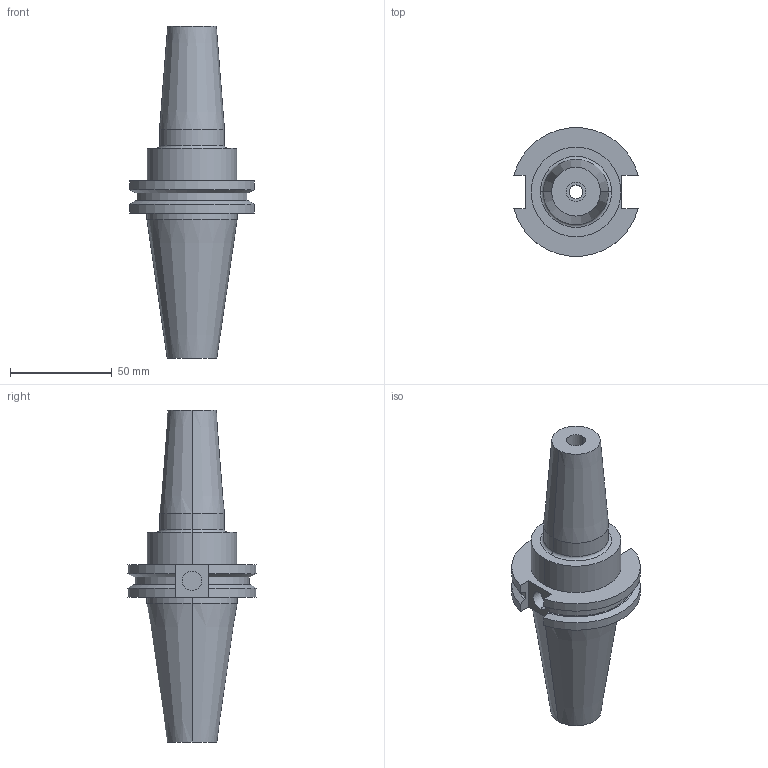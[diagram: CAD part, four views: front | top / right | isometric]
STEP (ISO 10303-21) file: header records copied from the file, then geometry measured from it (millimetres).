
FILE_DESCRIPTION (( 'STEP AP203' ), '1' );
FILE_NAME ('STP-29021-AD+B.STEP', '2019-07-09T05:43:15', ( '' ), ( '' ), 'SwSTEP 2.0', 'SolidWorks 2017', '' );
FILE_SCHEMA (( 'CONFIG_CONTROL_DESIGN' ));
Length unit declared in the file: millimetre
Products named in the file (1): STP-29021-AD+B
Bounding box: 61.35 x 63.26 x 163.55 mm (x, y, z)
Volume: 163606.5 mm3; surface area: 29087.6 mm2
Topology: 1 solids, 1 shells, 58 faces, 134 edges, 86 vertices
Faces by surface type: cylinder 26, plane 20, cone 10, torus 2
Entity records: 1751 total; most frequent: DIRECTION 308, CARTESIAN_POINT 303, ORIENTED_EDGE 268, EDGE_CURVE 134, AXIS2_PLACEMENT_3D 123, VERTEX_POINT 86, EDGE_LOOP 68, CIRCLE 64
